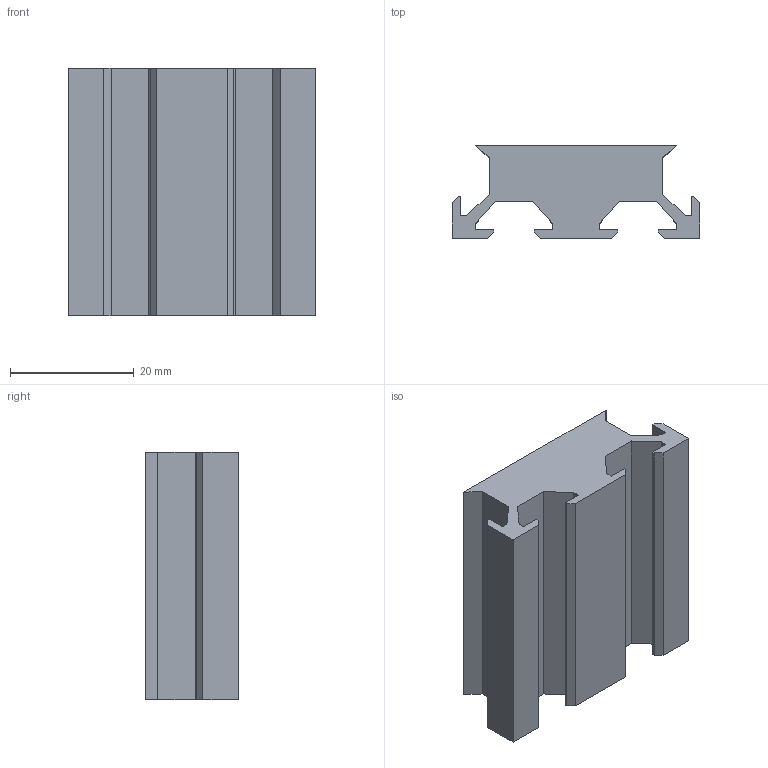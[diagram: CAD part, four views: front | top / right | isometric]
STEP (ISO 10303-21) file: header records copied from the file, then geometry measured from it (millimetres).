
FILE_DESCRIPTION(/* description */ (''),/* implementation_level */ '2;1');
FILE_NAME(/* name */ '2040 profile for sidewinder .step',/* time_stamp */ '2023-04-29T13:40:58-04:00',/* author */ (''),/* organization */ (''),/* preprocessor_version */ 'ST-DEVELOPER v19.2',/* originating_system */ 'Autodesk Translation Framework v12.4.0.73',/* authorisation */ '');
FILE_SCHEMA (('AUTOMOTIVE_DESIGN { 1 0 10303 214 3 1 1 }'));
Length unit declared in the file: millimetre
Products named in the file (1): 2040 profile for sidewinder
Bounding box: 40 x 15 x 40 mm (x, y, z)
Volume: 15055.2 mm3; surface area: 7189.4 mm2
Topology: 1 solids, 1 shells, 44 faces, 126 edges, 84 vertices
Faces by surface type: plane 44
Entity records: 1443 total; most frequent: CARTESIAN_POINT 255, ORIENTED_EDGE 252, DIRECTION 216, LINE 126, VECTOR 126, EDGE_CURVE 126, VERTEX_POINT 84, AXIS2_PLACEMENT_3D 45
